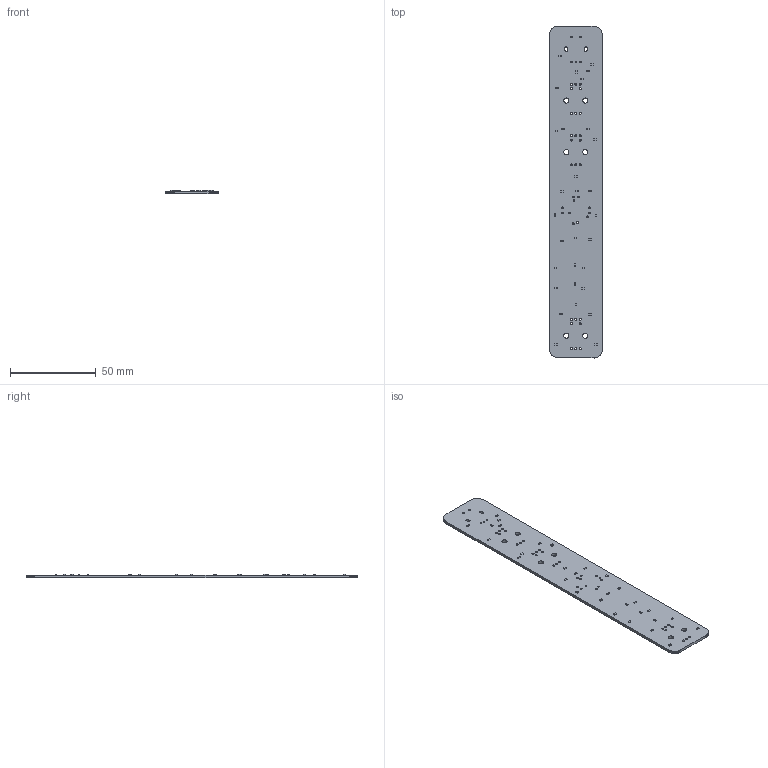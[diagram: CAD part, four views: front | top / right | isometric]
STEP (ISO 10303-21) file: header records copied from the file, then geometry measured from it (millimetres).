
FILE_DESCRIPTION(('KiCad electronic assembly'),'2;1');
FILE_NAME('Right Frame.step','2024-05-17T16:41:57',('Pcbnew'),('Kicad'), 'Open CASCADE STEP processor 7.7','KiCad to STEP converter','Unknown' );
FILE_SCHEMA(('AUTOMOTIVE_DESIGN { 1 0 10303 214 1 1 1 1 }'));
Length unit declared in the file: millimetre
Products named in the file (4): Right Frame 1; R_0603_1608Metric; Right Frame_PCB
Assembly tree (32 placements, depth 3):
  Right Frame 1
    R_0603_1608Metric  x30
      R_0603_1608Metric
    Right Frame_PCB
Bounding box: 30.8 x 193.39 x 2.1 mm (x, y, z)
Volume: 9364.1 mm3; surface area: 12868.7 mm2
Topology: 31 solids, 31 shells, 893 faces, 2373 edges, 1542 vertices
Faces by surface type: plane 603, cylinder 290
Full cylindrical faces by diameter (mm): 1 x16, 1.2 x24, 3 x6
Entity records: 5260 total; most frequent: DIRECTION 861, CARTESIAN_POINT 839, ORIENTED_EDGE 802, EDGE_CURVE 401, AXIS2_PLACEMENT_3D 288, LINE 285, VECTOR 285, VERTEX_POINT 266
